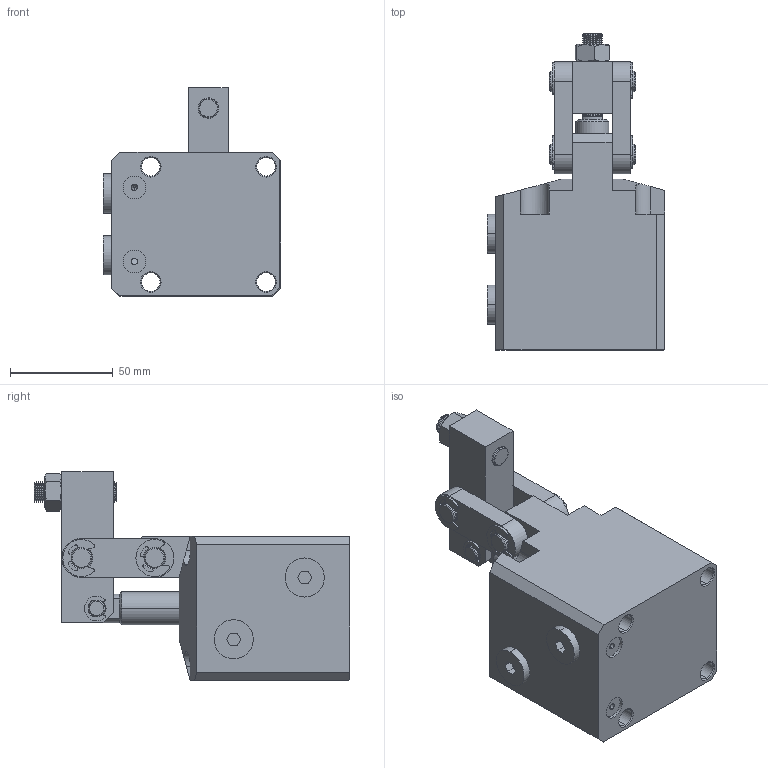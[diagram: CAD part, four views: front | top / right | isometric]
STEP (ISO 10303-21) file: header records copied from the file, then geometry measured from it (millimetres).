
FILE_DESCRIPTION (( 'STEP AP214' ), '1' );
FILE_NAME ('CBLU-45GR杠杆式油压缸三维图.STEP', '2019-04-29T03:59:12', ( '' ), ( '' ), 'SwSTEP 2.0', 'SolidWorks 2016', '' );
FILE_SCHEMA (( 'AUTOMOTIVE_DESIGN' ));
Length unit declared in the file: millimetre
Products named in the file (13): 囀鞠褒黑芛郔陔1-4-1; 囀鞠褒黑芛郔陔1-4; 蹟邡M10; 蹟譫; 湮諶; 苤粟; 酗种粣; 傻种粣; 45揤啣; 蟀裝; 錨璃3_2_1; 45CR掛极_1; CBLU-45GR杠杆式油压缸三维图
Assembly tree (18 placements, depth 2):
  CBLU-45GR杠杆式油压缸三维图
    45CR掛极_1
    錨璃3_2_1
    蟀裝  x2
    45揤啣
    傻种粣
    酗种粣  x2
    苤粟  x2
    湮諶  x4
    蹟譫
    蹟邡M10
    囀鞠褒黑芛郔陔1-4
    囀鞠褒黑芛郔陔1-4-1
Bounding box: 86 x 153.5 x 101.5 mm (x, y, z)
Volume: 453904.6 mm3; surface area: 90248.4 mm2
Topology: 18 solids, 18 shells, 701 faces, 1663 edges, 1020 vertices
Faces by surface type: cylinder 282, cone 251, plane 166, bspline 2
Entity records: 17000 total; most frequent: CARTESIAN_POINT 3111, DIRECTION 3054, ORIENTED_EDGE 2636, EDGE_CURVE 1318, AXIS2_PLACEMENT_3D 1203, VERTEX_POINT 794, VECTOR 648, LINE 648
